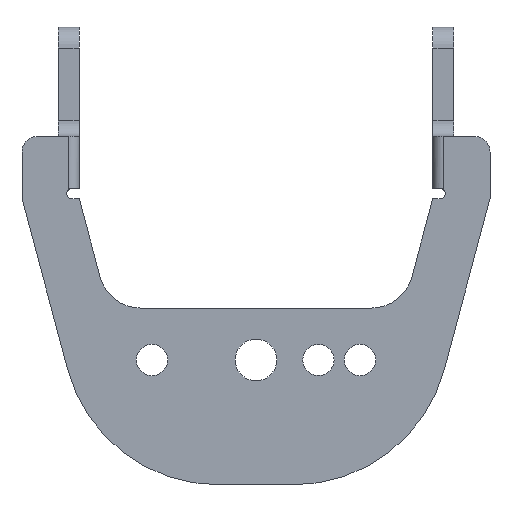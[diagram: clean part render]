
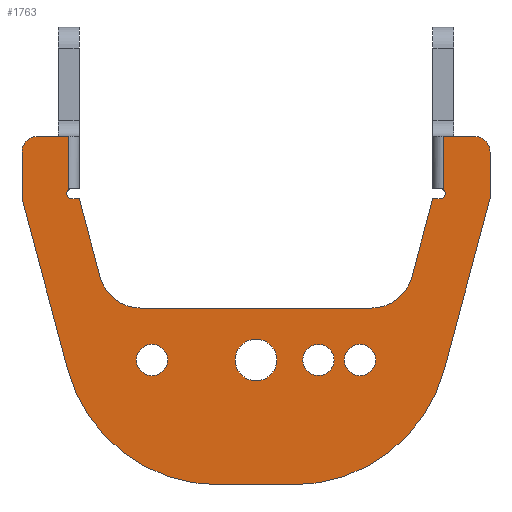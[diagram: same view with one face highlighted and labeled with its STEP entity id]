
A CAD part, left-side view. The second image highlights one B-rep face of the part: STEP entity #1763.
In plain terms, the highlighted planar face has unit normal (-1, 0, 0).
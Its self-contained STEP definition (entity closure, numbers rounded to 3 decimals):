
#156=AXIS2_PLACEMENT_3D('Circle Axis2P3D',#154,#155,$) ;
#340=AXIS2_PLACEMENT_3D('Circle Axis2P3D',#338,#339,$) ;
#770=AXIS2_PLACEMENT_3D('Circle Axis2P3D',#768,#769,$) ;
#832=AXIS2_PLACEMENT_3D('Circle Axis2P3D',#830,#831,$) ;
#916=AXIS2_PLACEMENT_3D('Circle Axis2P3D',#914,#915,$) ;
#978=AXIS2_PLACEMENT_3D('Circle Axis2P3D',#976,#977,$) ;
#1041=AXIS2_PLACEMENT_3D('Circle Axis2P3D',#1039,#1040,$) ;
#1150=AXIS2_PLACEMENT_3D('Circle Axis2P3D',#1148,#1149,$) ;
#1665=AXIS2_PLACEMENT_3D('Plane Axis2P3D',#1662,#1663,#1664) ;
#1693=AXIS2_PLACEMENT_3D('Circle Axis2P3D',#1691,#1692,$) ;
#1702=AXIS2_PLACEMENT_3D('Circle Axis2P3D',#1700,#1701,$) ;
#1711=AXIS2_PLACEMENT_3D('Circle Axis2P3D',#1709,#1710,$) ;
#1720=AXIS2_PLACEMENT_3D('Circle Axis2P3D',#1718,#1719,$) ;
#1729=AXIS2_PLACEMENT_3D('Circle Axis2P3D',#1727,#1728,$) ;
#1738=AXIS2_PLACEMENT_3D('Circle Axis2P3D',#1736,#1737,$) ;
#1747=AXIS2_PLACEMENT_3D('Circle Axis2P3D',#1745,#1746,$) ;
#1756=AXIS2_PLACEMENT_3D('Circle Axis2P3D',#1754,#1755,$) ;
#43=CARTESIAN_POINT('Vertex',(0.,40.5,33.5)) ;
#85=CARTESIAN_POINT('Vertex',(0.,43.5,33.5)) ;
#88=CARTESIAN_POINT('Line Origine',(0.,42.,33.5)) ;
#151=CARTESIAN_POINT('Vertex',(0.,45.,32.)) ;
#154=CARTESIAN_POINT('Axis2P3D Location',(0.,43.5,32.)) ;
#232=CARTESIAN_POINT('Vertex',(0.,4.5,33.5)) ;
#237=CARTESIAN_POINT('Line Origine',(0.,3.,33.5)) ;
#241=CARTESIAN_POINT('Vertex',(0.,1.5,33.5)) ;
#338=CARTESIAN_POINT('Axis2P3D Location',(0.,1.5,32.)) ;
#342=CARTESIAN_POINT('Vertex',(0.,0.,32.)) ;
#657=CARTESIAN_POINT('Line Origine',(0.,0.,29.75)) ;
#661=CARTESIAN_POINT('Vertex',(0.,0.,27.5)) ;
#699=CARTESIAN_POINT('Vertex',(0.,45.,27.5)) ;
#702=CARTESIAN_POINT('Line Origine',(0.,45.,29.75)) ;
#723=CARTESIAN_POINT('Vertex',(0.,7.519,19.965)) ;
#728=CARTESIAN_POINT('Line Origine',(0.,6.51,23.732)) ;
#732=CARTESIAN_POINT('Vertex',(0.,5.5,27.5)) ;
#763=CARTESIAN_POINT('Vertex',(0.,11.383,17.)) ;
#768=CARTESIAN_POINT('Axis2P3D Location',(0.,11.383,21.)) ;
#801=CARTESIAN_POINT('Vertex',(0.,33.617,17.)) ;
#804=CARTESIAN_POINT('Line Origine',(0.,22.5,17.)) ;
#825=CARTESIAN_POINT('Vertex',(0.,37.481,19.965)) ;
#830=CARTESIAN_POINT('Axis2P3D Location',(0.,33.617,21.)) ;
#863=CARTESIAN_POINT('Vertex',(0.,39.5,27.5)) ;
#866=CARTESIAN_POINT('Line Origine',(0.,38.49,23.732)) ;
#889=CARTESIAN_POINT('Vertex',(0.,40.61,11.118)) ;
#892=CARTESIAN_POINT('Line Origine',(0.,42.805,19.309)) ;
#914=CARTESIAN_POINT('Axis2P3D Location',(0.,26.122,15.)) ;
#918=CARTESIAN_POINT('Vertex',(0.,26.122,0.)) ;
#951=CARTESIAN_POINT('Vertex',(0.,4.39,11.118)) ;
#959=CARTESIAN_POINT('Line Origine',(0.,2.195,19.309)) ;
#976=CARTESIAN_POINT('Axis2P3D Location',(0.,18.878,15.)) ;
#980=CARTESIAN_POINT('Vertex',(0.,18.878,0.)) ;
#1007=CARTESIAN_POINT('Line Origine',(0.,22.5,0.)) ;
#1034=CARTESIAN_POINT('Vertex',(0.,40.5,28.4)) ;
#1039=CARTESIAN_POINT('Axis2P3D Location',(0.,40.2,28.)) ;
#1043=CARTESIAN_POINT('Vertex',(0.,40.2,27.5)) ;
#1078=CARTESIAN_POINT('Line Origine',(0.,39.85,27.5)) ;
#1095=CARTESIAN_POINT('Line Origine',(0.,5.15,27.5)) ;
#1099=CARTESIAN_POINT('Vertex',(0.,4.8,27.5)) ;
#1133=CARTESIAN_POINT('Vertex',(0.,4.5,28.4)) ;
#1148=CARTESIAN_POINT('Axis2P3D Location',(0.,4.8,28.)) ;
#1310=CARTESIAN_POINT('Line Origine',(0.,40.5,20.2)) ;
#1385=CARTESIAN_POINT('Line Origine',(0.,4.5,20.2)) ;
#1662=CARTESIAN_POINT('Axis2P3D Location',(0.,45.,0.)) ;
#1691=CARTESIAN_POINT('Axis2P3D Location',(0.,16.5,12.)) ;
#1695=CARTESIAN_POINT('Vertex',(0.,15.,12.)) ;
#1697=CARTESIAN_POINT('Vertex',(0.,18.,12.)) ;
#1700=CARTESIAN_POINT('Axis2P3D Location',(0.,16.5,12.)) ;
#1709=CARTESIAN_POINT('Axis2P3D Location',(0.,12.5,12.)) ;
#1713=CARTESIAN_POINT('Vertex',(0.,11.,12.)) ;
#1715=CARTESIAN_POINT('Vertex',(0.,14.,12.)) ;
#1718=CARTESIAN_POINT('Axis2P3D Location',(0.,12.5,12.)) ;
#1727=CARTESIAN_POINT('Axis2P3D Location',(0.,32.5,12.)) ;
#1731=CARTESIAN_POINT('Vertex',(0.,31.,12.)) ;
#1733=CARTESIAN_POINT('Vertex',(0.,34.,12.)) ;
#1736=CARTESIAN_POINT('Axis2P3D Location',(0.,32.5,12.)) ;
#1745=CARTESIAN_POINT('Axis2P3D Location',(0.,22.5,12.)) ;
#1749=CARTESIAN_POINT('Vertex',(0.,24.5,12.)) ;
#1751=CARTESIAN_POINT('Vertex',(0.,20.5,12.)) ;
#1754=CARTESIAN_POINT('Axis2P3D Location',(0.,22.5,12.)) ;
#89=DIRECTION('Vector Direction',(0.,-1.,0.)) ;
#155=DIRECTION('Axis2P3D Direction',(1.,0.,-0.)) ;
#238=DIRECTION('Vector Direction',(0.,-1.,0.)) ;
#339=DIRECTION('Axis2P3D Direction',(1.,0.,0.)) ;
#658=DIRECTION('Vector Direction',(0.,0.,1.)) ;
#703=DIRECTION('Vector Direction',(0.,0.,-1.)) ;
#729=DIRECTION('Vector Direction',(0.,-0.259,0.966)) ;
#769=DIRECTION('Axis2P3D Direction',(-1.,-0.,-0.)) ;
#805=DIRECTION('Vector Direction',(0.,-1.,0.)) ;
#831=DIRECTION('Axis2P3D Direction',(-1.,0.,-0.)) ;
#867=DIRECTION('Vector Direction',(0.,-0.259,-0.966)) ;
#893=DIRECTION('Vector Direction',(0.,0.259,0.966)) ;
#915=DIRECTION('Axis2P3D Direction',(-1.,-0.,-0.)) ;
#960=DIRECTION('Vector Direction',(0.,0.259,-0.966)) ;
#977=DIRECTION('Axis2P3D Direction',(-1.,-0.,0.)) ;
#1008=DIRECTION('Vector Direction',(0.,-1.,0.)) ;
#1040=DIRECTION('Axis2P3D Direction',(1.,0.,0.)) ;
#1079=DIRECTION('Vector Direction',(0.,-1.,0.)) ;
#1096=DIRECTION('Vector Direction',(0.,-1.,0.)) ;
#1149=DIRECTION('Axis2P3D Direction',(1.,0.,0.)) ;
#1311=DIRECTION('Vector Direction',(0.,0.,1.)) ;
#1386=DIRECTION('Vector Direction',(0.,0.,1.)) ;
#1663=DIRECTION('Axis2P3D Direction',(-1.,0.,0.)) ;
#1664=DIRECTION('Axis2P3D XDirection',(0.,-1.,0.)) ;
#1692=DIRECTION('Axis2P3D Direction',(-1.,0.,0.)) ;
#1701=DIRECTION('Axis2P3D Direction',(-1.,0.,0.)) ;
#1710=DIRECTION('Axis2P3D Direction',(-1.,0.,0.)) ;
#1719=DIRECTION('Axis2P3D Direction',(-1.,0.,0.)) ;
#1728=DIRECTION('Axis2P3D Direction',(-1.,0.,0.)) ;
#1737=DIRECTION('Axis2P3D Direction',(-1.,0.,0.)) ;
#1746=DIRECTION('Axis2P3D Direction',(-1.,0.,0.)) ;
#1755=DIRECTION('Axis2P3D Direction',(-1.,0.,0.)) ;
#90=VECTOR('Line Direction',#89,1.) ;
#239=VECTOR('Line Direction',#238,1.) ;
#659=VECTOR('Line Direction',#658,1.) ;
#704=VECTOR('Line Direction',#703,1.) ;
#730=VECTOR('Line Direction',#729,1.) ;
#806=VECTOR('Line Direction',#805,1.) ;
#868=VECTOR('Line Direction',#867,1.) ;
#894=VECTOR('Line Direction',#893,1.) ;
#961=VECTOR('Line Direction',#960,1.) ;
#1009=VECTOR('Line Direction',#1008,1.) ;
#1080=VECTOR('Line Direction',#1079,1.) ;
#1097=VECTOR('Line Direction',#1096,1.) ;
#1312=VECTOR('Line Direction',#1311,1.) ;
#1387=VECTOR('Line Direction',#1386,1.) ;
#1668=ORIENTED_EDGE('',*,*,#1152,.F.) ;
#1669=ORIENTED_EDGE('',*,*,#1101,.F.) ;
#1670=ORIENTED_EDGE('',*,*,#734,.T.) ;
#1671=ORIENTED_EDGE('',*,*,#772,.T.) ;
#1672=ORIENTED_EDGE('',*,*,#808,.T.) ;
#1673=ORIENTED_EDGE('',*,*,#834,.T.) ;
#1674=ORIENTED_EDGE('',*,*,#870,.T.) ;
#1675=ORIENTED_EDGE('',*,*,#1082,.F.) ;
#1676=ORIENTED_EDGE('',*,*,#1045,.F.) ;
#1677=ORIENTED_EDGE('',*,*,#1314,.T.) ;
#1678=ORIENTED_EDGE('',*,*,#92,.F.) ;
#1679=ORIENTED_EDGE('',*,*,#158,.F.) ;
#1680=ORIENTED_EDGE('',*,*,#706,.T.) ;
#1681=ORIENTED_EDGE('',*,*,#896,.T.) ;
#1682=ORIENTED_EDGE('',*,*,#920,.F.) ;
#1683=ORIENTED_EDGE('',*,*,#1011,.T.) ;
#1684=ORIENTED_EDGE('',*,*,#982,.F.) ;
#1685=ORIENTED_EDGE('',*,*,#963,.T.) ;
#1686=ORIENTED_EDGE('',*,*,#663,.T.) ;
#1687=ORIENTED_EDGE('',*,*,#344,.F.) ;
#1688=ORIENTED_EDGE('',*,*,#243,.F.) ;
#1689=ORIENTED_EDGE('',*,*,#1389,.T.) ;
#1706=ORIENTED_EDGE('',*,*,#1699,.F.) ;
#1707=ORIENTED_EDGE('',*,*,#1704,.F.) ;
#1724=ORIENTED_EDGE('',*,*,#1717,.F.) ;
#1725=ORIENTED_EDGE('',*,*,#1722,.F.) ;
#1742=ORIENTED_EDGE('',*,*,#1735,.F.) ;
#1743=ORIENTED_EDGE('',*,*,#1740,.F.) ;
#1760=ORIENTED_EDGE('',*,*,#1753,.F.) ;
#1761=ORIENTED_EDGE('',*,*,#1758,.F.) ;
#1708=FACE_BOUND('',#1705,.T.) ;
#1726=FACE_BOUND('',#1723,.T.) ;
#1744=FACE_BOUND('',#1741,.T.) ;
#1762=FACE_BOUND('',#1759,.T.) ;
#1763=ADVANCED_FACE('Hauptkoerper',(#1690,#1708,#1726,#1744,#1762),#1666,.T.) ;
#157=CIRCLE('generated circle',#156,1.5) ;
#341=CIRCLE('generated circle',#340,1.5) ;
#771=CIRCLE('generated circle',#770,4.) ;
#833=CIRCLE('generated circle',#832,4.) ;
#917=CIRCLE('generated circle',#916,15.) ;
#979=CIRCLE('generated circle',#978,15.) ;
#1042=CIRCLE('generated circle',#1041,0.5) ;
#1151=CIRCLE('generated circle',#1150,0.5) ;
#1694=CIRCLE('generated circle',#1693,1.5) ;
#1703=CIRCLE('generated circle',#1702,1.5) ;
#1712=CIRCLE('generated circle',#1711,1.5) ;
#1721=CIRCLE('generated circle',#1720,1.5) ;
#1730=CIRCLE('generated circle',#1729,1.5) ;
#1739=CIRCLE('generated circle',#1738,1.5) ;
#1748=CIRCLE('generated circle',#1747,2.) ;
#1757=CIRCLE('generated circle',#1756,2.) ;
#92=EDGE_CURVE('',#86,#44,#91,.T.) ;
#158=EDGE_CURVE('',#152,#86,#157,.T.) ;
#243=EDGE_CURVE('',#233,#242,#240,.T.) ;
#344=EDGE_CURVE('',#242,#343,#341,.T.) ;
#663=EDGE_CURVE('',#662,#343,#660,.T.) ;
#706=EDGE_CURVE('',#152,#700,#705,.T.) ;
#734=EDGE_CURVE('',#733,#724,#731,.F.) ;
#772=EDGE_CURVE('',#724,#764,#771,.F.) ;
#808=EDGE_CURVE('',#764,#802,#807,.F.) ;
#834=EDGE_CURVE('',#802,#826,#833,.F.) ;
#870=EDGE_CURVE('',#826,#864,#869,.F.) ;
#896=EDGE_CURVE('',#700,#890,#895,.F.) ;
#920=EDGE_CURVE('',#919,#890,#917,.F.) ;
#963=EDGE_CURVE('',#952,#662,#962,.F.) ;
#982=EDGE_CURVE('',#952,#981,#979,.F.) ;
#1011=EDGE_CURVE('',#919,#981,#1010,.T.) ;
#1045=EDGE_CURVE('',#1035,#1044,#1042,.F.) ;
#1082=EDGE_CURVE('',#1044,#864,#1081,.T.) ;
#1101=EDGE_CURVE('',#733,#1100,#1098,.T.) ;
#1152=EDGE_CURVE('',#1100,#1134,#1151,.F.) ;
#1314=EDGE_CURVE('',#1035,#44,#1313,.T.) ;
#1389=EDGE_CURVE('',#233,#1134,#1388,.F.) ;
#1699=EDGE_CURVE('',#1696,#1698,#1694,.T.) ;
#1704=EDGE_CURVE('',#1698,#1696,#1703,.T.) ;
#1717=EDGE_CURVE('',#1714,#1716,#1712,.T.) ;
#1722=EDGE_CURVE('',#1716,#1714,#1721,.T.) ;
#1735=EDGE_CURVE('',#1732,#1734,#1730,.T.) ;
#1740=EDGE_CURVE('',#1734,#1732,#1739,.T.) ;
#1753=EDGE_CURVE('',#1750,#1752,#1748,.T.) ;
#1758=EDGE_CURVE('',#1752,#1750,#1757,.T.) ;
#1667=EDGE_LOOP('',(#1668,#1669,#1670,#1671,#1672,#1673,#1674,#1675,#1676,#1677,#1678,#1679,#1680,#1681,#1682,#1683,#1684,#1685,#1686,#1687,#1688,#1689)) ;
#1705=EDGE_LOOP('',(#1706,#1707)) ;
#1723=EDGE_LOOP('',(#1724,#1725)) ;
#1741=EDGE_LOOP('',(#1742,#1743)) ;
#1759=EDGE_LOOP('',(#1760,#1761)) ;
#1690=FACE_OUTER_BOUND('',#1667,.T.) ;
#91=LINE('Line',#88,#90) ;
#240=LINE('Line',#237,#239) ;
#660=LINE('Line',#657,#659) ;
#705=LINE('Line',#702,#704) ;
#731=LINE('Line',#728,#730) ;
#807=LINE('Line',#804,#806) ;
#869=LINE('Line',#866,#868) ;
#895=LINE('Line',#892,#894) ;
#962=LINE('Line',#959,#961) ;
#1010=LINE('Line',#1007,#1009) ;
#1081=LINE('Line',#1078,#1080) ;
#1098=LINE('Line',#1095,#1097) ;
#1313=LINE('Line',#1310,#1312) ;
#1388=LINE('Line',#1385,#1387) ;
#1666=PLANE('',#1665) ;
#44=VERTEX_POINT('',#43) ;
#86=VERTEX_POINT('',#85) ;
#152=VERTEX_POINT('',#151) ;
#233=VERTEX_POINT('',#232) ;
#242=VERTEX_POINT('',#241) ;
#343=VERTEX_POINT('',#342) ;
#662=VERTEX_POINT('',#661) ;
#700=VERTEX_POINT('',#699) ;
#724=VERTEX_POINT('',#723) ;
#733=VERTEX_POINT('',#732) ;
#764=VERTEX_POINT('',#763) ;
#802=VERTEX_POINT('',#801) ;
#826=VERTEX_POINT('',#825) ;
#864=VERTEX_POINT('',#863) ;
#890=VERTEX_POINT('',#889) ;
#919=VERTEX_POINT('',#918) ;
#952=VERTEX_POINT('',#951) ;
#981=VERTEX_POINT('',#980) ;
#1035=VERTEX_POINT('',#1034) ;
#1044=VERTEX_POINT('',#1043) ;
#1100=VERTEX_POINT('',#1099) ;
#1134=VERTEX_POINT('',#1133) ;
#1696=VERTEX_POINT('',#1695) ;
#1698=VERTEX_POINT('',#1697) ;
#1714=VERTEX_POINT('',#1713) ;
#1716=VERTEX_POINT('',#1715) ;
#1732=VERTEX_POINT('',#1731) ;
#1734=VERTEX_POINT('',#1733) ;
#1750=VERTEX_POINT('',#1749) ;
#1752=VERTEX_POINT('',#1751) ;
